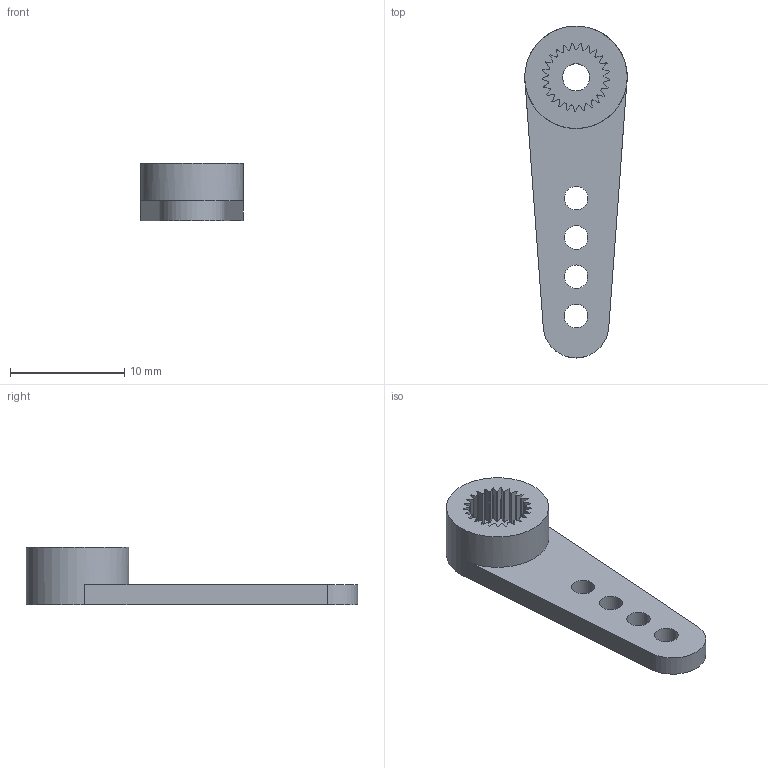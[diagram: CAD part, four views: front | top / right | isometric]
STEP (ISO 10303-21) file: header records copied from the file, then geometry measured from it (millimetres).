
FILE_DESCRIPTION(/* description */ (''),/* implementation_level */ '2;1');
FILE_NAME(/* name */ 'servoarm.stp',/* time_stamp */ '2026-01-25T01:24:32-05:00',/* author */ ('mateo'),/* organization */ (''),/* preprocessor_version */ 'ST-DEVELOPER v20.1',/* originating_system */ 'Autodesk Inventor 2026',/* authorisation */ '');
FILE_SCHEMA (('AUTOMOTIVE_DESIGN { 1 0 10303 214 3 1 1 }'));
Length unit declared in the file: millimetre
Products named in the file (1): servoarm
Bounding box: 8.96 x 28.99 x 5 mm (x, y, z)
Volume: 455.7 mm3; surface area: 746.8 mm2
Topology: 1 solids, 1 shells, 117 faces, 339 edges, 226 vertices
Faces by surface type: plane 83, cylinder 34
Full cylindrical faces by diameter (mm): 2.056 x1, 2.06 x1, 2.062 x1, 2.063 x1, 2.364 x1, 4.9 x1, 8.958 x1
Entity records: 3916 total; most frequent: CARTESIAN_POINT 683, ORIENTED_EDGE 678, DIRECTION 646, EDGE_CURVE 339, LINE 268, VECTOR 268, VERTEX_POINT 226, AXIS2_PLACEMENT_3D 189
